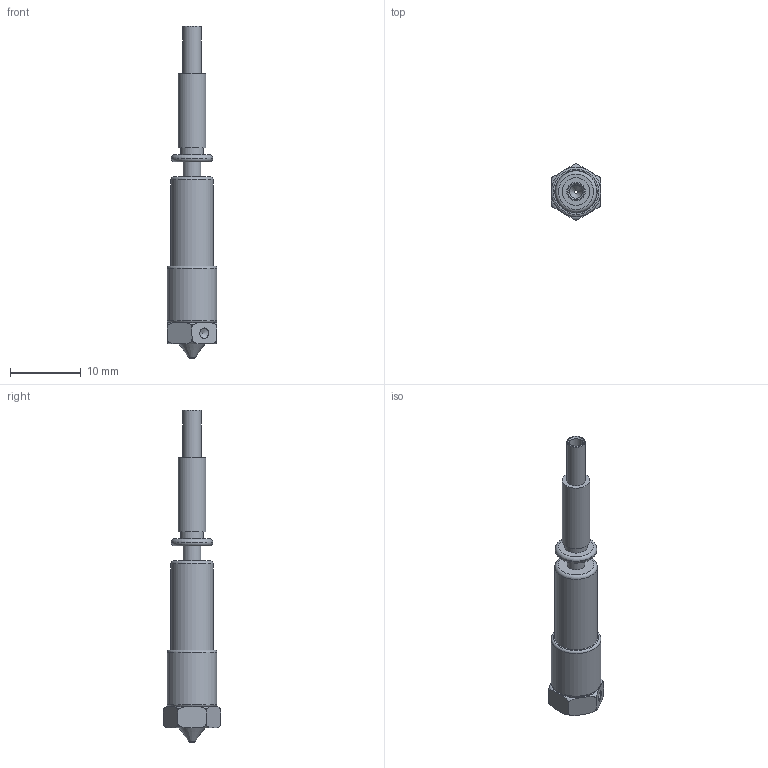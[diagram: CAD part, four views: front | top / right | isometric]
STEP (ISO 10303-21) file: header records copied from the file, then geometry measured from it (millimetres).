
FILE_DESCRIPTION(/* description */ (''),/* implementation_level */ '2;1');
FILE_NAME(/* name */ 'RtV6-1.1.f3d.step',/* time_stamp */ '2023-03-27T20:41:25-06:00',/* author */ (''),/* organization */ (''),/* preprocessor_version */ 'ST-DEVELOPER v19.2',/* originating_system */ 'Autodesk Translation Framework v11.17.0.187',/* authorisation */ '');
FILE_SCHEMA (('AUTOMOTIVE_DESIGN { 1 0 10303 214 3 1 1 }'));
Length unit declared in the file: millimetre
Products named in the file (5): Revo adapter; Bottom; Top; Tube; 3695N121_3D Printer Nozzle (1)
Assembly tree (4 placements, depth 2):
  Revo adapter
    Bottom
    Top
    Tube
    3695N121_3D Printer Nozzle (1)
Bounding box: 7.04 x 8.08 x 47 mm (x, y, z)
Volume: 881.6 mm3; surface area: 1799.9 mm2
Topology: 4 solids, 4 shells, 76 faces, 168 edges, 109 vertices
Faces by surface type: cylinder 31, plane 23, cone 11, torus 9, bspline 2
Full cylindrical faces by diameter (mm): 0.4 x1, 1.5 x3, 1.9 x3, 2 x1, 2.5 x3, 2.6 x1, 3.2 x1, 3.908 x1, 4.701 x6, 5.035 x1, 5.88 x1, 6 x5, 7.035 x1
Entity records: 3900 total; most frequent: CARTESIAN_POINT 2072, DIRECTION 365, ORIENTED_EDGE 330, EDGE_CURVE 165, AXIS2_PLACEMENT_3D 160, VERTEX_POINT 109, EDGE_LOOP 96, CIRCLE 77
